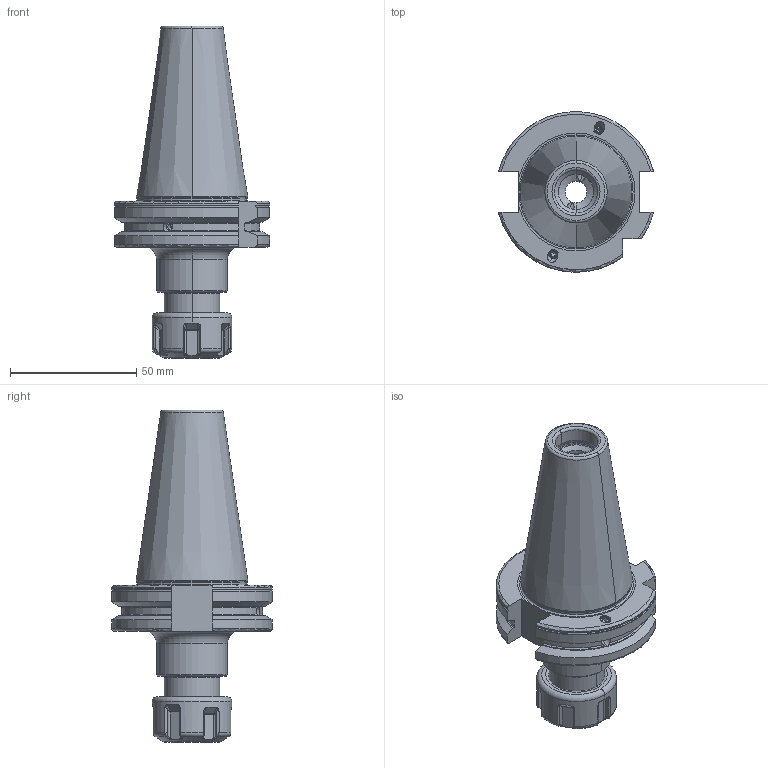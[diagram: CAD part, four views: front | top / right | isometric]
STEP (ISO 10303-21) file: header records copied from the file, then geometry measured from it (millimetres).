
FILE_DESCRIPTION((''),'2;1');
FILE_NAME('DC_403_02_10','2020-11-26T',('104091'),(''),'CREO PARAMETRIC BY PTC INC, 2016260','CREO PARAMETRIC BY PTC INC, 2016260','');
FILE_SCHEMA(('CONFIG_CONTROL_DESIGN'));
Length unit declared in the file: millimetre
Products named in the file (1): DC_403_02_10
Bounding box: 61.48 x 63.54 x 131.4 mm (x, y, z)
Volume: 122677.5 mm3; surface area: 27871.2 mm2
Topology: 1 solids, 1 shells, 365 faces, 907 edges, 553 vertices
Faces by surface type: cylinder 88, plane 84, torus 63, bspline 60, cone 58, sphere 12
Entity records: 14065 total; most frequent: CARTESIAN_POINT 5874, ORIENTED_EDGE 1804, DIRECTION 1551, EDGE_CURVE 902, AXIS2_PLACEMENT_3D 607, VERTEX_POINT 547, EDGE_LOOP 379, FACE_OUTER_BOUND 365
